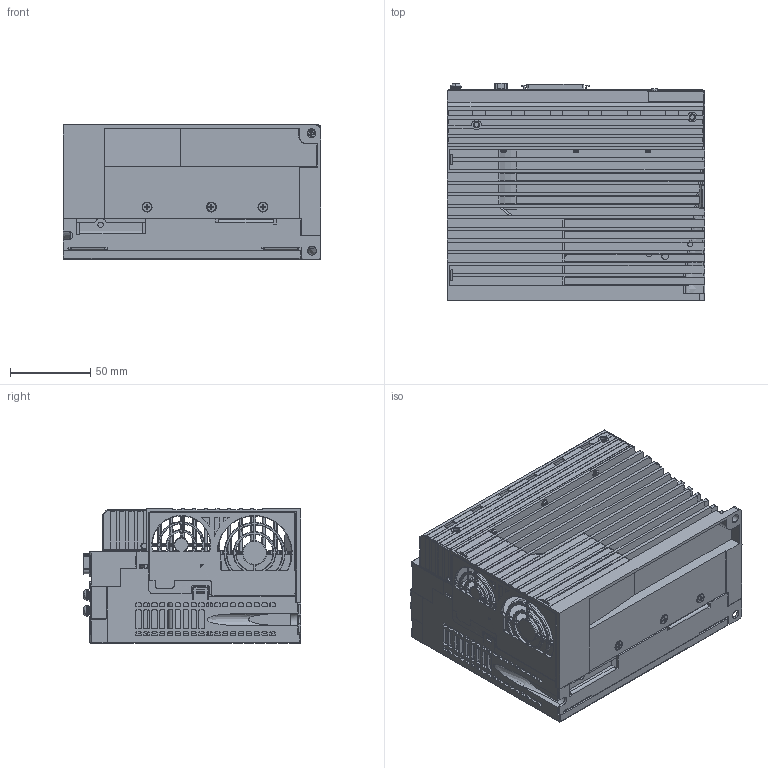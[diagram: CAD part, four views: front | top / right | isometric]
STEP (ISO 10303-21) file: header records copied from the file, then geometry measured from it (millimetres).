
FILE_DESCRIPTION((''),'2;1');
FILE_NAME('2000W_ASM-171115_ASM_SW0001_1_ASM','2021-09-17T',('kjl'),(''),'PRO/ENGINEER BY PARAMETRIC TECHNOLOGY CORPORATION, 2010280','PRO/ENGINEER BY PARAMETRIC TECHNOLOGY CORPORATION, 2010280','');
FILE_SCHEMA(('AUTOMOTIVE_DESIGN_CC2 { 1 2 10303 214 -1 1 5 2 }'));
Products named in the file (8): BREP_WITH_VOIDS_203909; MANIFOLD_SOLID_BREP_207015; MANIFOLD_SOLID_BREP_207305; MANIFOLD_SOLID_BREP_207595; MANIFOLD_SOLID_BREP_207885; MANIFOLD_SOLID_BREP_208175; MANIFOLD_SOLID_BREP_208465; 2000W_ASM-171115_ASM_SW0001_1_ASM
Assembly tree (7 placements, depth 2):
  2000W_ASM-171115_ASM_SW0001_1_ASM
    BREP_WITH_VOIDS_203909
    MANIFOLD_SOLID_BREP_207015
    MANIFOLD_SOLID_BREP_207305
    MANIFOLD_SOLID_BREP_207595
    MANIFOLD_SOLID_BREP_207885
    MANIFOLD_SOLID_BREP_208175
    MANIFOLD_SOLID_BREP_208465
Bounding box: 160.24 x 135.05 x 83.3 mm (x, y, z)
Volume: 1098154.7 mm3; surface area: 336326.7 mm2
Topology: 9 solids, 10 shells, 5440 faces, 16030 edges, 10518 vertices
Faces by surface type: plane 3921, cylinder 1087, cone 171, torus 148, bspline 87, revolution 12, extrusion 9, sphere 5
Entity records: 191930 total; most frequent: CARTESIAN_POINT 48264, ORIENTED_EDGE 32002, DIRECTION 26823, EDGE_CURVE 16001, VECTOR 12191, LINE 12182, VERTEX_POINT 10518, AXIS2_PLACEMENT_3D 7310
